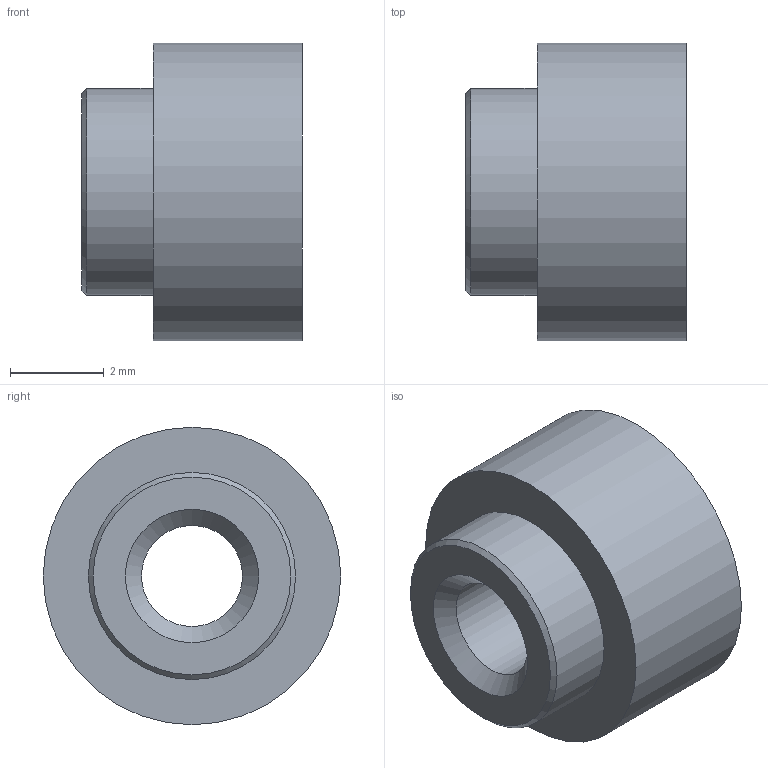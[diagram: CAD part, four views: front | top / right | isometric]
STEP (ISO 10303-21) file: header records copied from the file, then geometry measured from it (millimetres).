
FILE_DESCRIPTION(/* description */ ('STEP AP214'),/* implementation_level */ '2;1');
FILE_NAME(/* name */ 'SO-0318-04-01-02',/* time_stamp */ '2025-06-04T14:03:43+02:00',/* author */ ('License CC BY-ND 4.0'),/* organization */ ('CADENAS'),/* preprocessor_version */ 'ST-DEVELOPER v19.3',/* originating_system */ 'PARTsolutions',/* authorisation */ ' ');
FILE_SCHEMA (('AUTOMOTIVE_DESIGN {1 0 10303 214 3 1 1}'));
Length unit declared in the file: millimetre
Products named in the file (2): SO-0318-04-01-02; SO-0318-04-01_standoff
Assembly tree (1 placements, depth 2):
  SO-0318-04-01-02
    SO-0318-04-01_standoff
Bounding box: 4.7 x 6.35 x 6.35 mm (x, y, z)
Volume: 104.7 mm3; surface area: 168.4 mm2
Topology: 1 solids, 1 shells, 9 faces, 15 edges, 9 vertices
Faces by surface type: cylinder 3, plane 3, cone 3
Full cylindrical faces by diameter (mm): 2.156 x1, 4.42 x1, 6.35 x1
Entity records: 237 total; most frequent: DIRECTION 40, CARTESIAN_POINT 29, AXIS2_PLACEMENT_3D 20, ORIENTED_EDGE 18, EDGE_LOOP 18, FACE_BOUND 18, EDGE_CURVE 9, VERTEX_POINT 9
